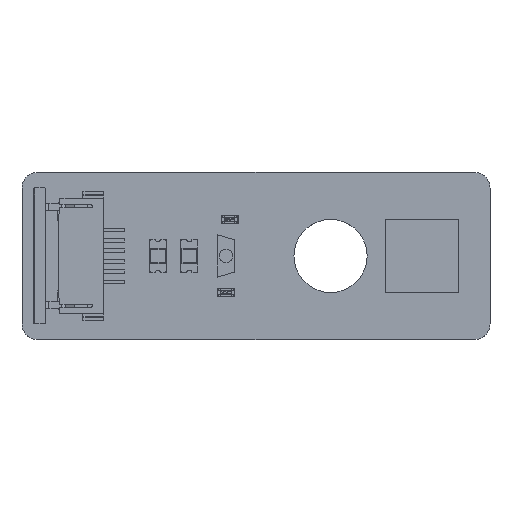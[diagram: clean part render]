
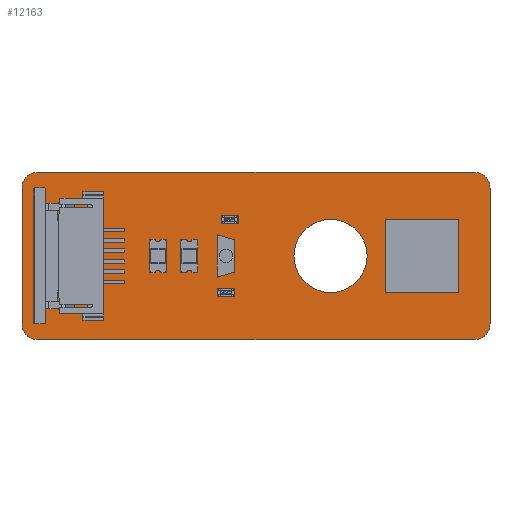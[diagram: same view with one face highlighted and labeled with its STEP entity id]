
A CAD part, top view. The second image highlights one B-rep face of the part: STEP entity #12163.
In plain terms, the highlighted planar face has unit normal (0, 0, 1).
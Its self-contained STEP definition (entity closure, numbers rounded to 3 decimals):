
#11646 = VERTEX_POINT('',#11647);
#11647 = CARTESIAN_POINT('',(1.5,0.,0.));
#11653 = EDGE_CURVE('',#11646,#11654,#11656,.T.);
#11654 = VERTEX_POINT('',#11655);
#11655 = CARTESIAN_POINT('',(0.,1.5,0.));
#11656 = CIRCLE('',#11657,1.499);
#11657 = AXIS2_PLACEMENT_3D('',#11658,#11659,#11660);
#11658 = CARTESIAN_POINT('',(1.499,1.499,0.));
#11659 = DIRECTION('',(0.,0.,-1.));
#11660 = DIRECTION('',(0.001,-1.,0.));
#11686 = EDGE_CURVE('',#11654,#11687,#11689,.T.);
#11687 = VERTEX_POINT('',#11688);
#11688 = CARTESIAN_POINT('',(0.,14.5,0.));
#11689 = LINE('',#11690,#11691);
#11690 = CARTESIAN_POINT('',(0.,1.5,0.));
#11691 = VECTOR('',#11692,1.);
#11692 = DIRECTION('',(0.,1.,0.));
#11717 = EDGE_CURVE('',#11687,#11718,#11720,.T.);
#11718 = VERTEX_POINT('',#11719);
#11719 = CARTESIAN_POINT('',(1.5,16.,0.));
#11720 = CIRCLE('',#11721,1.499);
#11721 = AXIS2_PLACEMENT_3D('',#11722,#11723,#11724);
#11722 = CARTESIAN_POINT('',(1.499,14.501,0.));
#11723 = DIRECTION('',(0.,0.,-1.));
#11724 = DIRECTION('',(-1.,-0.001,0.));
#11750 = EDGE_CURVE('',#11718,#11751,#11753,.T.);
#11751 = VERTEX_POINT('',#11752);
#11752 = CARTESIAN_POINT('',(43.25,16.,0.));
#11753 = LINE('',#11754,#11755);
#11754 = CARTESIAN_POINT('',(1.5,16.,0.));
#11755 = VECTOR('',#11756,1.);
#11756 = DIRECTION('',(1.,0.,0.));
#11781 = EDGE_CURVE('',#11751,#11782,#11784,.T.);
#11782 = VERTEX_POINT('',#11783);
#11783 = CARTESIAN_POINT('',(44.75,14.5,0.));
#11784 = CIRCLE('',#11785,1.499);
#11785 = AXIS2_PLACEMENT_3D('',#11786,#11787,#11788);
#11786 = CARTESIAN_POINT('',(43.251,14.501,0.));
#11787 = DIRECTION('',(0.,0.,-1.));
#11788 = DIRECTION('',(-0.001,1.,0.));
#11814 = EDGE_CURVE('',#11782,#11815,#11817,.T.);
#11815 = VERTEX_POINT('',#11816);
#11816 = CARTESIAN_POINT('',(44.75,1.5,0.));
#11817 = LINE('',#11818,#11819);
#11818 = CARTESIAN_POINT('',(44.75,14.5,0.));
#11819 = VECTOR('',#11820,1.);
#11820 = DIRECTION('',(0.,-1.,0.));
#11845 = EDGE_CURVE('',#11815,#11846,#11848,.T.);
#11846 = VERTEX_POINT('',#11847);
#11847 = CARTESIAN_POINT('',(43.25,0.,0.));
#11848 = CIRCLE('',#11849,1.499);
#11849 = AXIS2_PLACEMENT_3D('',#11850,#11851,#11852);
#11850 = CARTESIAN_POINT('',(43.251,1.499,0.));
#11851 = DIRECTION('',(0.,0.,-1.));
#11852 = DIRECTION('',(1.,0.001,0.));
#11878 = EDGE_CURVE('',#11846,#11646,#11879,.T.);
#11879 = LINE('',#11880,#11881);
#11880 = CARTESIAN_POINT('',(43.25,0.,0.));
#11881 = VECTOR('',#11882,1.);
#11882 = DIRECTION('',(-1.,0.,0.));
#11902 = VERTEX_POINT('',#11903);
#11903 = CARTESIAN_POINT('',(33.004,8.003,0.));
#11909 = EDGE_CURVE('',#11902,#11902,#11910,.T.);
#11910 = CIRCLE('',#11911,3.5);
#11911 = AXIS2_PLACEMENT_3D('',#11912,#11913,#11914);
#11912 = CARTESIAN_POINT('',(29.504,8.003,0.));
#11913 = DIRECTION('',(0.,0.,1.));
#11914 = DIRECTION('',(1.,0.,0.));
#11935 = VERTEX_POINT('',#11936);
#11936 = CARTESIAN_POINT('',(19.904,9.273,0.));
#11942 = EDGE_CURVE('',#11935,#11935,#11943,.T.);
#11943 = CIRCLE('',#11944,0.4);
#11944 = AXIS2_PLACEMENT_3D('',#11945,#11946,#11947);
#11945 = CARTESIAN_POINT('',(19.504,9.273,0.));
#11946 = DIRECTION('',(0.,0.,1.));
#11947 = DIRECTION('',(1.,0.,0.));
#11968 = VERTEX_POINT('',#11969);
#11969 = CARTESIAN_POINT('',(19.904,6.733,0.));
#11975 = EDGE_CURVE('',#11968,#11968,#11976,.T.);
#11976 = CIRCLE('',#11977,0.4);
#11977 = AXIS2_PLACEMENT_3D('',#11978,#11979,#11980);
#11978 = CARTESIAN_POINT('',(19.504,6.733,0.));
#11979 = DIRECTION('',(0.,0.,1.));
#11980 = DIRECTION('',(1.,0.,0.));
#12001 = VERTEX_POINT('',#12002);
#12002 = CARTESIAN_POINT('',(37.4,6.73,0.));
#12008 = EDGE_CURVE('',#12001,#12001,#12009,.T.);
#12009 = CIRCLE('',#12010,0.42);
#12010 = AXIS2_PLACEMENT_3D('',#12011,#12012,#12013);
#12011 = CARTESIAN_POINT('',(36.98,6.73,0.));
#12012 = DIRECTION('',(0.,0.,1.));
#12013 = DIRECTION('',(1.,0.,0.));
#12034 = VERTEX_POINT('',#12035);
#12035 = CARTESIAN_POINT('',(39.94,6.73,0.));
#12041 = EDGE_CURVE('',#12034,#12034,#12042,.T.);
#12042 = CIRCLE('',#12043,0.42);
#12043 = AXIS2_PLACEMENT_3D('',#12044,#12045,#12046);
#12044 = CARTESIAN_POINT('',(39.52,6.73,0.));
#12045 = DIRECTION('',(0.,0.,1.));
#12046 = DIRECTION('',(1.,0.,0.));
#12067 = VERTEX_POINT('',#12068);
#12068 = CARTESIAN_POINT('',(37.4,9.27,0.));
#12074 = EDGE_CURVE('',#12067,#12067,#12075,.T.);
#12075 = CIRCLE('',#12076,0.42);
#12076 = AXIS2_PLACEMENT_3D('',#12077,#12078,#12079);
#12077 = CARTESIAN_POINT('',(36.98,9.27,0.));
#12078 = DIRECTION('',(0.,0.,1.));
#12079 = DIRECTION('',(1.,0.,0.));
#12100 = VERTEX_POINT('',#12101);
#12101 = CARTESIAN_POINT('',(39.94,9.27,0.));
#12107 = EDGE_CURVE('',#12100,#12100,#12108,.T.);
#12108 = CIRCLE('',#12109,0.42);
#12109 = AXIS2_PLACEMENT_3D('',#12110,#12111,#12112);
#12110 = CARTESIAN_POINT('',(39.52,9.27,0.));
#12111 = DIRECTION('',(0.,0.,1.));
#12112 = DIRECTION('',(1.,0.,0.));
#12163 = ADVANCED_FACE('',(#12164,#12174,#12177,#12180,#12183,#12186,
    #12189,#12192),#12195,.T.);
#12164 = FACE_BOUND('',#12165,.F.);
#12165 = EDGE_LOOP('',(#12166,#12167,#12168,#12169,#12170,#12171,#12172,
    #12173));
#12166 = ORIENTED_EDGE('',*,*,#11653,.T.);
#12167 = ORIENTED_EDGE('',*,*,#11686,.T.);
#12168 = ORIENTED_EDGE('',*,*,#11717,.T.);
#12169 = ORIENTED_EDGE('',*,*,#11750,.T.);
#12170 = ORIENTED_EDGE('',*,*,#11781,.T.);
#12171 = ORIENTED_EDGE('',*,*,#11814,.T.);
#12172 = ORIENTED_EDGE('',*,*,#11845,.T.);
#12173 = ORIENTED_EDGE('',*,*,#11878,.T.);
#12174 = FACE_BOUND('',#12175,.T.);
#12175 = EDGE_LOOP('',(#12176));
#12176 = ORIENTED_EDGE('',*,*,#11909,.F.);
#12177 = FACE_BOUND('',#12178,.T.);
#12178 = EDGE_LOOP('',(#12179));
#12179 = ORIENTED_EDGE('',*,*,#11942,.F.);
#12180 = FACE_BOUND('',#12181,.T.);
#12181 = EDGE_LOOP('',(#12182));
#12182 = ORIENTED_EDGE('',*,*,#11975,.F.);
#12183 = FACE_BOUND('',#12184,.T.);
#12184 = EDGE_LOOP('',(#12185));
#12185 = ORIENTED_EDGE('',*,*,#12008,.F.);
#12186 = FACE_BOUND('',#12187,.T.);
#12187 = EDGE_LOOP('',(#12188));
#12188 = ORIENTED_EDGE('',*,*,#12041,.F.);
#12189 = FACE_BOUND('',#12190,.T.);
#12190 = EDGE_LOOP('',(#12191));
#12191 = ORIENTED_EDGE('',*,*,#12074,.F.);
#12192 = FACE_BOUND('',#12193,.T.);
#12193 = EDGE_LOOP('',(#12194));
#12194 = ORIENTED_EDGE('',*,*,#12107,.F.);
#12195 = PLANE('',#12196);
#12196 = AXIS2_PLACEMENT_3D('',#12197,#12198,#12199);
#12197 = CARTESIAN_POINT('',(1.5,0.,0.));
#12198 = DIRECTION('',(0.,0.,1.));
#12199 = DIRECTION('',(1.,0.,0.));
